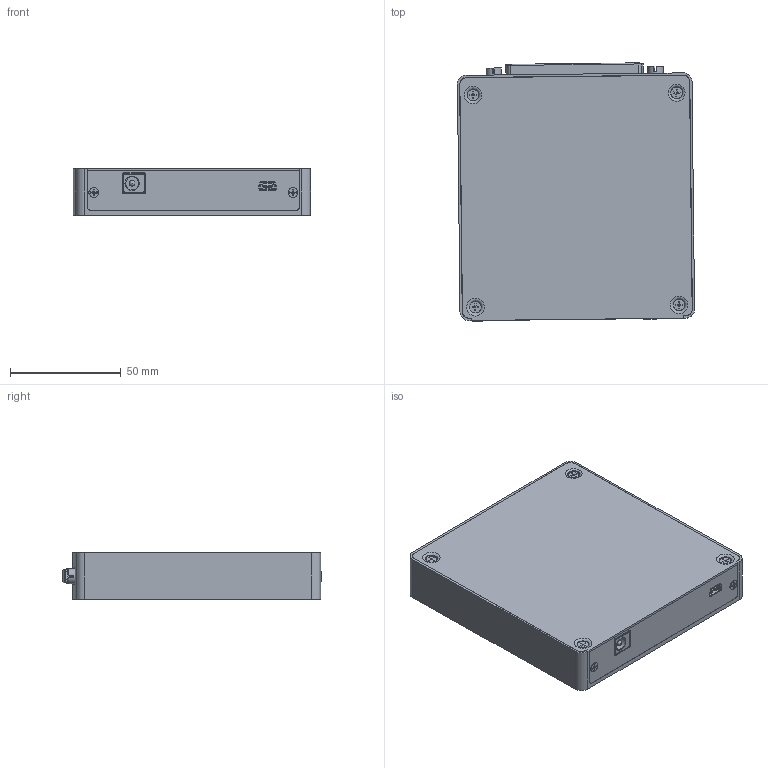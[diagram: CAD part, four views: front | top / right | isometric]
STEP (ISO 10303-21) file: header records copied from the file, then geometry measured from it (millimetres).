
FILE_DESCRIPTION(/* description */ (''),/* implementation_level */ '2;1');
FILE_NAME(/* name */ 'MicrUs EXT-1H.stp',/* time_stamp */ '2015-12-02T19:41:36+02:00',/* author */ ('Ciunel'),/* organization */ (''),/* preprocessor_version */ 'ST-DEVELOPER v16.1',/* originating_system */ 'Autodesk Inventor 2016',/* authorisation */ '');
FILE_SCHEMA (('AUTOMOTIVE_DESIGN { 1 0 10303 214 3 1 1 }'));
Products named in the file (1): MicrUs EXT-1H
Bounding box: 107.15 x 116.72 x 21 mm (x, y, z)
Volume: 91241.1 mm3; surface area: 111356.1 mm2
Topology: 5 solids, 9 shells, 6562 faces, 17471 edges, 11206 vertices
Faces by surface type: plane 5145, cylinder 1292, cone 67, torus 45, bspline 10, sphere 3
Full cylindrical faces by diameter (mm): 0.7 x280, 0.9 x14, 1 x10, 1.4 x1, 1.6 x2, 1.7 x2, 1.948 x2, 2.2 x2, 2.5 x5, 3 x12, 3.1 x5, 3.2 x8, 4.4 x2, 4.8 x2, 5 x2, 5.2 x2, 5.9 x1, 6.5 x1, 7 x2, 7.4 x2
Entity records: 208218 total; most frequent: CARTESIAN_POINT 36628, ORIENTED_EDGE 34010, DIRECTION 32729, EDGE_CURVE 17003, LINE 14115, VECTOR 14115, VERTEX_POINT 11150, AXIS2_PLACEMENT_3D 9307
